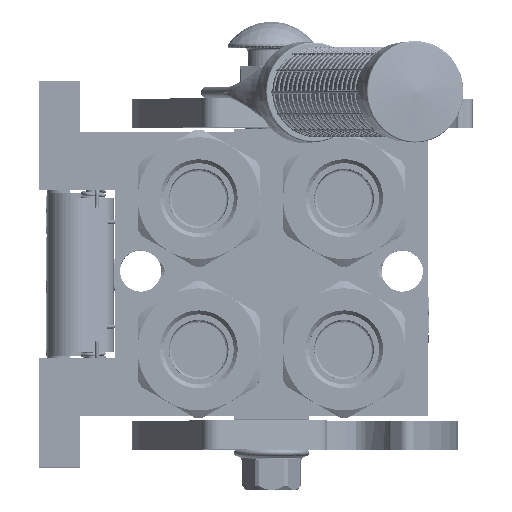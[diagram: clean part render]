
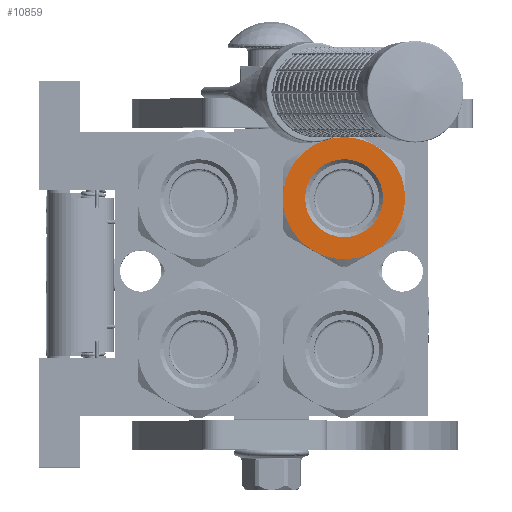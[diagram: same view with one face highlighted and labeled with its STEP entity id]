
A CAD part, top view. The second image highlights one B-rep face of the part: STEP entity #10859.
In plain terms, the highlighted face is planar.
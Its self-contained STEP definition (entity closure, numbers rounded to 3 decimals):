
#4457 = CARTESIAN_POINT ( 'NONE',  ( 100.6, -21., 0. ) ) ;
#4902 = AXIS2_PLACEMENT_3D ( 'NONE', #9717, #140630, #168431 ) ;
#4963 = CARTESIAN_POINT ( 'NONE',  ( 100.6, 10.5, -18.187 ) ) ;
#7210 = AXIS2_PLACEMENT_3D ( 'NONE', #32597, #163431, #59794 ) ;
#7411 = FACE_BOUND ( 'NONE', #155881, .T. ) ;
#9717 = CARTESIAN_POINT ( 'NONE',  ( 100.6, 0., 0. ) ) ;
#10859 = ADVANCED_FACE ( 'NONE', ( #161259, #7411 ), #29525, .F. ) ;
#18405 = DIRECTION ( 'NONE',  ( 0., 1., 0. ) ) ;
#18662 = DIRECTION ( 'NONE',  ( -1., 0., 0. ) ) ;
#21151 = EDGE_CURVE ( 'NONE', #112376, #185850, #82969, .T. ) ;
#21160 = CIRCLE ( 'NONE', #4902, 21. ) ;
#23602 = DIRECTION ( 'NONE',  ( 0., -1., 0. ) ) ;
#23757 = CIRCLE ( 'NONE', #157285, 21. ) ;
#25535 = DIRECTION ( 'NONE',  ( 0., 0.5, 0.866 ) ) ;
#28582 = AXIS2_PLACEMENT_3D ( 'NONE', #118685, #18662, #134464 ) ;
#29525 = PLANE ( 'NONE',  #28582 ) ;
#30292 = AXIS2_PLACEMENT_3D ( 'NONE', #161998, #45666, #18405 ) ;
#32597 = CARTESIAN_POINT ( 'NONE',  ( 100.6, 0., 0. ) ) ;
#37418 = CARTESIAN_POINT ( 'NONE',  ( 100.6, 13.4, 0. ) ) ;
#38673 = AXIS2_PLACEMENT_3D ( 'NONE', #75869, #89132, #89757 ) ;
#39641 = CARTESIAN_POINT ( 'NONE',  ( 100.6, 0., 0. ) ) ;
#45274 = EDGE_CURVE ( 'NONE', #185850, #73621, #52218, .T. ) ;
#45666 = DIRECTION ( 'NONE',  ( -1., 0., 0. ) ) ;
#52129 = CARTESIAN_POINT ( 'NONE',  ( 100.6, 0., 0. ) ) ;
#52218 = CIRCLE ( 'NONE', #7210, 21. ) ;
#52538 = ORIENTED_EDGE ( 'NONE', *, *, #67483, .F. ) ;
#59794 = DIRECTION ( 'NONE',  ( 0., -0.5, -0.866 ) ) ;
#63050 = ORIENTED_EDGE ( 'NONE', *, *, #134776, .T. ) ;
#64420 = CIRCLE ( 'NONE', #76817, 21. ) ;
#67483 = EDGE_CURVE ( 'NONE', #147148, #130187, #23757, .T. ) ;
#73621 = VERTEX_POINT ( 'NONE', #4963 ) ;
#75869 = CARTESIAN_POINT ( 'NONE',  ( 100.6, 0., 0. ) ) ;
#76817 = AXIS2_PLACEMENT_3D ( 'NONE', #125723, #97176, #154741 ) ;
#81281 = DIRECTION ( 'NONE',  ( 1., 0., 0. ) ) ;
#82969 = CIRCLE ( 'NONE', #108395, 21. ) ;
#84527 = VERTEX_POINT ( 'NONE', #173201 ) ;
#89132 = DIRECTION ( 'NONE',  ( 1., 0., 0. ) ) ;
#89757 = DIRECTION ( 'NONE',  ( 0., 0.5, 0.866 ) ) ;
#96237 = CARTESIAN_POINT ( 'NONE',  ( 100.6, 21., 0. ) ) ;
#97032 = ORIENTED_EDGE ( 'NONE', *, *, #149831, .F. ) ;
#97176 = DIRECTION ( 'NONE',  ( 1., 0., 0. ) ) ;
#100691 = CARTESIAN_POINT ( 'NONE',  ( 100.6, -13.4, 0. ) ) ;
#100826 = EDGE_LOOP ( 'NONE', ( #180805, #173369, #158207, #97032, #52538, #63050, #103909 ) ) ;
#102397 = CIRCLE ( 'NONE', #30292, 13.4 ) ;
#103909 = ORIENTED_EDGE ( 'NONE', *, *, #165915, .T. ) ;
#104490 = EDGE_CURVE ( 'NONE', #185403, #172910, #102397, .T. ) ;
#108395 = AXIS2_PLACEMENT_3D ( 'NONE', #139376, #182944, #23602 ) ;
#110369 = CARTESIAN_POINT ( 'NONE',  ( 100.6, 0., 0. ) ) ;
#112376 = VERTEX_POINT ( 'NONE', #4457 ) ;
#118685 = CARTESIAN_POINT ( 'NONE',  ( 100.6, 0., 0. ) ) ;
#123051 = DIRECTION ( 'NONE',  ( 0., -1., 0. ) ) ;
#125723 = CARTESIAN_POINT ( 'NONE',  ( 100.6, 0., 0. ) ) ;
#130187 = VERTEX_POINT ( 'NONE', #96237 ) ;
#134464 = DIRECTION ( 'NONE',  ( 0., 0., 1. ) ) ;
#134776 = EDGE_CURVE ( 'NONE', #147148, #84527, #166716, .T. ) ;
#139376 = CARTESIAN_POINT ( 'NONE',  ( 100.6, 0., 0. ) ) ;
#140630 = DIRECTION ( 'NONE',  ( -1., 0., 0. ) ) ;
#140806 = DIRECTION ( 'NONE',  ( -1., 0., 0. ) ) ;
#142694 = CARTESIAN_POINT ( 'NONE',  ( 100.6, -10.5, -18.187 ) ) ;
#144667 = ORIENTED_EDGE ( 'NONE', *, *, #104490, .T. ) ;
#144712 = VERTEX_POINT ( 'NONE', #181787 ) ;
#147148 = VERTEX_POINT ( 'NONE', #175364 ) ;
#148263 = AXIS2_PLACEMENT_3D ( 'NONE', #52129, #81281, #25535 ) ;
#149831 = EDGE_CURVE ( 'NONE', #130187, #73621, #21160, .T. ) ;
#154076 = DIRECTION ( 'NONE',  ( 0., 0.5, 0.866 ) ) ;
#154741 = DIRECTION ( 'NONE',  ( 0., -0.5, 0.866 ) ) ;
#155881 = EDGE_LOOP ( 'NONE', ( #174261, #144667 ) ) ;
#157285 = AXIS2_PLACEMENT_3D ( 'NONE', #39641, #140806, #154076 ) ;
#158207 = ORIENTED_EDGE ( 'NONE', *, *, #45274, .T. ) ;
#159455 = CIRCLE ( 'NONE', #148263, 21. ) ;
#161259 = FACE_OUTER_BOUND ( 'NONE', #100826, .T. ) ;
#161998 = CARTESIAN_POINT ( 'NONE',  ( 100.6, 0., 0. ) ) ;
#163431 = DIRECTION ( 'NONE',  ( 1., 0., 0. ) ) ;
#165915 = EDGE_CURVE ( 'NONE', #84527, #144712, #159455, .T. ) ;
#166372 = EDGE_CURVE ( 'NONE', #144712, #112376, #64420, .T. ) ;
#166716 = CIRCLE ( 'NONE', #38673, 21. ) ;
#168431 = DIRECTION ( 'NONE',  ( 0., 1., 0. ) ) ;
#172910 = VERTEX_POINT ( 'NONE', #100691 ) ;
#173201 = CARTESIAN_POINT ( 'NONE',  ( 100.6, 0., 21. ) ) ;
#173369 = ORIENTED_EDGE ( 'NONE', *, *, #21151, .T. ) ;
#174261 = ORIENTED_EDGE ( 'NONE', *, *, #187133, .T. ) ;
#175364 = CARTESIAN_POINT ( 'NONE',  ( 100.6, 10.5, 18.187 ) ) ;
#178134 = AXIS2_PLACEMENT_3D ( 'NONE', #110369, #181770, #123051 ) ;
#180280 = CIRCLE ( 'NONE', #178134, 13.4 ) ;
#180805 = ORIENTED_EDGE ( 'NONE', *, *, #166372, .T. ) ;
#181770 = DIRECTION ( 'NONE',  ( -1., 0., 0. ) ) ;
#181787 = CARTESIAN_POINT ( 'NONE',  ( 100.6, -10.5, 18.187 ) ) ;
#182944 = DIRECTION ( 'NONE',  ( 1., 0., 0. ) ) ;
#185403 = VERTEX_POINT ( 'NONE', #37418 ) ;
#185850 = VERTEX_POINT ( 'NONE', #142694 ) ;
#187133 = EDGE_CURVE ( 'NONE', #172910, #185403, #180280, .T. ) ;
